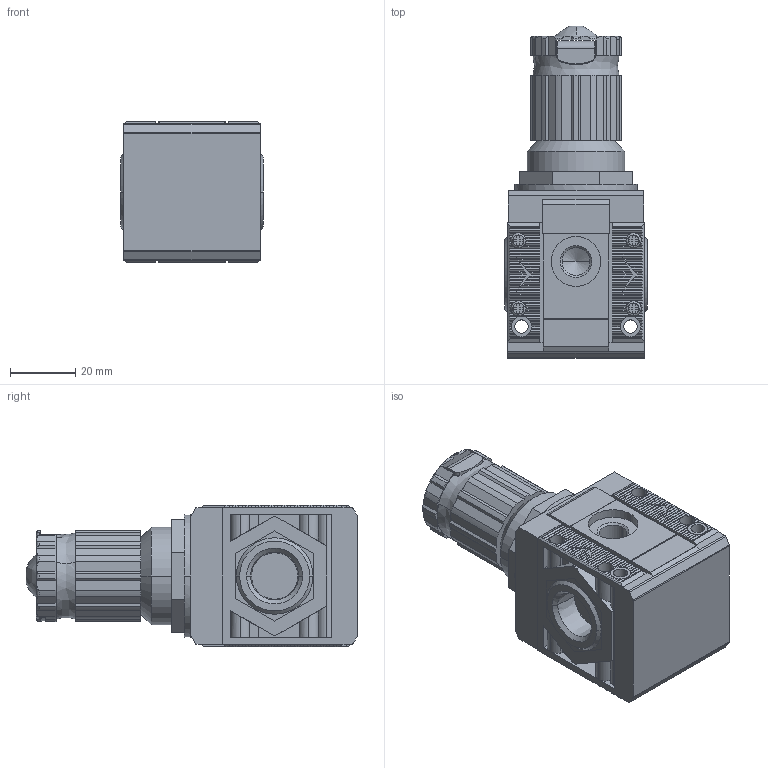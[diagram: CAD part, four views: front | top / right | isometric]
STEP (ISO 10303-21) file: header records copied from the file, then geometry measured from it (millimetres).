
FILE_DESCRIPTION (( 'STEP AP203' ), '1' );
FILE_NAME ('5U13R143.step', '2023-05-17T14:53:50', ( '' ), ( '' ), 'SwSTEP 2.0', 'SolidWorks 2021', '' );
FILE_SCHEMA (( 'CONFIG_CONTROL_DESIGN' ));
Length unit declared in the file: inch
Products named in the file (1): 5U13R143
Bounding box: 43.8 x 102 x 43.6 mm (x, y, z)
Volume: 124265.8 mm3; surface area: 38984.1 mm2
Topology: 13 solids, 13 shells, 1378 faces, 3708 edges, 2391 vertices
Faces by surface type: plane 967, cylinder 300, cone 73, bspline 38
Entity records: 44458 total; most frequent: CARTESIAN_POINT 10387, ORIENTED_EDGE 7404, DIRECTION 6724, EDGE_CURVE 3702, LINE 2646, VECTOR 2646, VERTEX_POINT 2391, AXIS2_PLACEMENT_3D 2039
